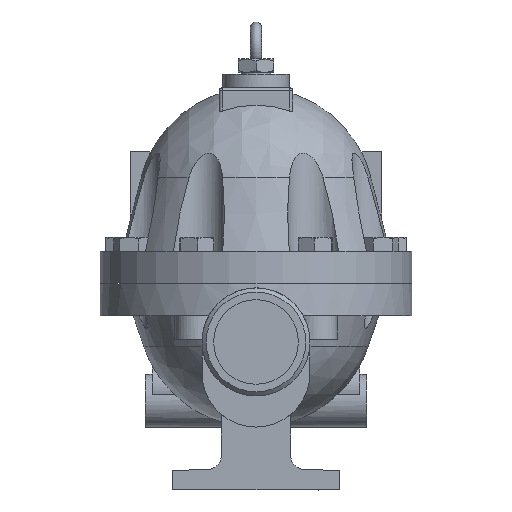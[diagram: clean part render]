
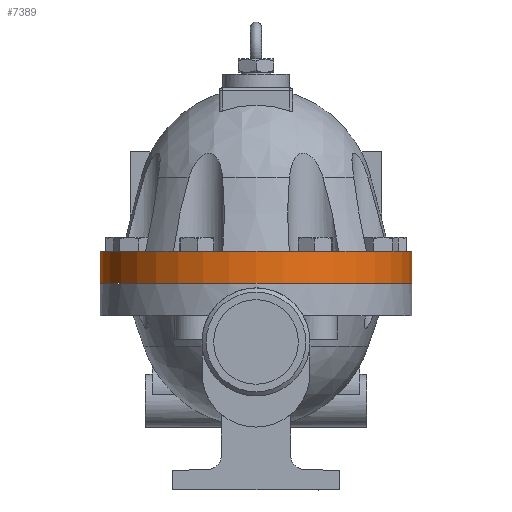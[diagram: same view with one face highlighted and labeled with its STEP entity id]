
A CAD part, left-side view. The second image highlights one B-rep face of the part: STEP entity #7389.
In plain terms, the highlighted cylindrical face has radius 112.5 mm (diameter 225 mm), a partial arc.
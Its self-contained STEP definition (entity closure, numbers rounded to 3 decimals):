
#535=LINE('',#13710,#996);
#538=LINE('',#13715,#999);
#996=VECTOR('',#9561,23.);
#999=VECTOR('',#9568,23.);
#1360=CYLINDRICAL_SURFACE('',#8009,112.5);
#2016=FACE_OUTER_BOUND('',#2499,.T.);
#2499=EDGE_LOOP('',(#6311,#6312,#6313,#6314));
#2678=CIRCLE('',#7597,112.5);
#2828=CIRCLE('',#8002,112.5);
#3079=VERTEX_POINT('',#11374);
#3080=VERTEX_POINT('',#11376);
#3450=VERTEX_POINT('',#13693);
#3451=VERTEX_POINT('',#13694);
#3849=EDGE_CURVE('',#3079,#3080,#2678,.T.);
#4441=EDGE_CURVE('',#3450,#3451,#2828,.T.);
#4449=EDGE_CURVE('',#3450,#3079,#535,.T.);
#4452=EDGE_CURVE('',#3451,#3080,#538,.T.);
#6311=ORIENTED_EDGE('',*,*,#4441,.T.);
#6312=ORIENTED_EDGE('',*,*,#4452,.T.);
#6313=ORIENTED_EDGE('',*,*,#3849,.F.);
#6314=ORIENTED_EDGE('',*,*,#4449,.F.);
#7389=ADVANCED_FACE('',(#2016),#1360,.T.);
#7597=AXIS2_PLACEMENT_3D('',#11377,#8519,#8520);
#8002=AXIS2_PLACEMENT_3D('',#13695,#9547,#9548);
#8009=AXIS2_PLACEMENT_3D('',#13716,#9569,#9570);
#8519=DIRECTION('center_axis',(0.,0.,
1.));
#8520=DIRECTION('ref_axis',(0.,1.,0.));
#9547=DIRECTION('center_axis',(0.,0.,
1.));
#9548=DIRECTION('ref_axis',(0.,1.,0.));
#9561=DIRECTION('',(0.,0.,1.));
#9568=DIRECTION('',(0.,0.,1.));
#9569=DIRECTION('center_axis',(0.,0.,1.));
#9570=DIRECTION('ref_axis',(0.,1.,0.));
#11374=CARTESIAN_POINT('',(-67.5,112.5,23.5));
#11376=CARTESIAN_POINT('',(-67.5,-112.5,23.5));
#11377=CARTESIAN_POINT('Origin',(-67.5,0.,23.5));
#13693=CARTESIAN_POINT('',(-67.5,112.5,0.5));
#13694=CARTESIAN_POINT('',(-67.5,-112.5,0.5));
#13695=CARTESIAN_POINT('Origin',(-67.5,0.,0.5));
#13710=CARTESIAN_POINT('',(-67.5,112.5,0.5));
#13715=CARTESIAN_POINT('',(-67.5,-112.5,0.5));
#13716=CARTESIAN_POINT('Origin',(-67.5,0.,0.5));
